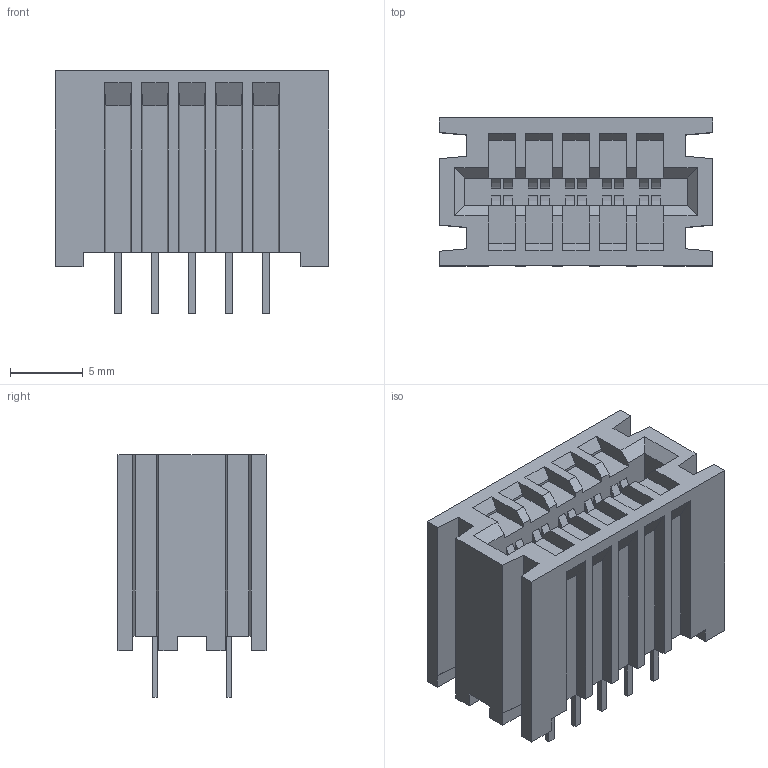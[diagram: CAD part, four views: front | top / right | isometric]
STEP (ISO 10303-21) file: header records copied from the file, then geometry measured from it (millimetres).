
FILE_DESCRIPTION((''),'2;1');
FILE_NAME('C-166087-5','2011-07-25T',('workeradm'),(''),'PRO/ENGINEER BY PARAMETRIC TECHNOLOGY CORPORATION, 2010430','PRO/ENGINEER BY PARAMETRIC TECHNOLOGY CORPORATION, 2010430','');
FILE_SCHEMA(('AUTOMOTIVE_DESIGN { 1 0 10303 214 1 1 1 1 }'));
Length unit declared in the file: millimetre
Products named in the file (1): C-166087-5
Bounding box: 18.76 x 10.16 x 16.65 mm (x, y, z)
Volume: 1810.5 mm3; surface area: 1924.4 mm2
Topology: 1 solids, 1 shells, 329 faces, 936 edges, 620 vertices
Faces by surface type: plane 249, cylinder 80
Entity records: 10901 total; most frequent: CARTESIAN_POINT 1887, ORIENTED_EDGE 1872, DIRECTION 1754, EDGE_CURVE 936, VECTOR 776, LINE 776, VERTEX_POINT 620, AXIS2_PLACEMENT_3D 489
